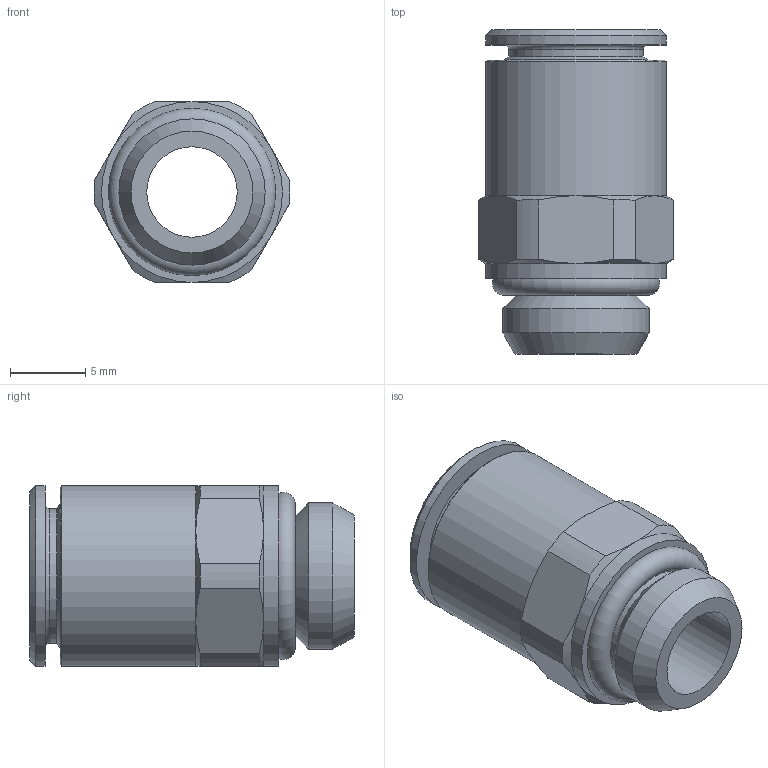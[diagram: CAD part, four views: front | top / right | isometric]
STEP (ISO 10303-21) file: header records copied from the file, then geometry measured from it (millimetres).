
FILE_DESCRIPTION(( 'MAL.12.08.18.stp' ), '1');
FILE_NAME( 'MAL.12.08.18.stp', '2021-02-19T16:28:00',( 'Sopra'),('sopra-pneumatic.com'), 'SwSTEP 2.0','SolidWorks 2009','' );
FILE_SCHEMA( ( 'CONFIG_CONTROL_DESIGN' ) );
Length unit declared in the file: millimetre
Products named in the file (2): F0020041; Rivoluzione2
Assembly tree (1 placements, depth 2):
  F0020041
    Rivoluzione2
Bounding box: 12.99 x 21.5 x 12 mm (x, y, z)
Volume: 1254.6 mm3; surface area: 1556.1 mm2
Topology: 1 solids, 1 shells, 47 faces, 103 edges, 62 vertices
Faces by surface type: cone 19, cylinder 14, plane 12, torus 2
Full cylindrical faces by diameter (mm): 6 x1, 7.9 x1, 8.15 x1, 8.9 x1, 9.7 x1, 12 x3
Entity records: 1273 total; most frequent: CARTESIAN_POINT 262, DIRECTION 202, ORIENTED_EDGE 164, AXIS2_PLACEMENT_3D 95, EDGE_CURVE 82, EDGE_LOOP 70, VERTEX_POINT 59, FACE_OUTER_BOUND 57
